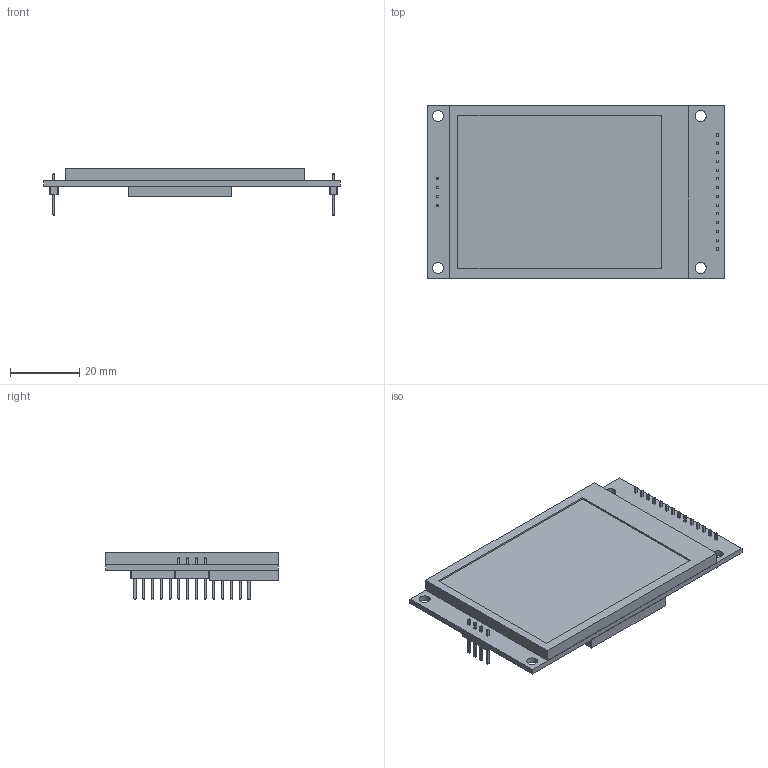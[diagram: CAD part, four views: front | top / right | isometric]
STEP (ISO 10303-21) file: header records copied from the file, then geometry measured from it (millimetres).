
FILE_DESCRIPTION(('FreeCAD Model'),'2;1');
FILE_NAME('Open CASCADE Shape Model','2021-12-28T13:12:08',('Author'),( ''),'Open CASCADE STEP processor 7.5','FreeCAD','Unknown');
FILE_SCHEMA(('AUTOMOTIVE_DESIGN { 1 0 10303 214 1 1 1 1 }'));
Length unit declared in the file: millimetre
Products named in the file (64): TJCTM24028_SPI; Złącze; Cube; Chamfer; Pin1; zlacze14pin_fazowane; Cube001; Chamfer003; Pin002; Cube002; Chamfer005; Pin003; Cube003; Chamfer007; Pin004; Cube004; Chamfer009; Pin005; Cube005; Chamfer011; Pin006; Cube006; Chamfer013; Pin007; Cube007; Chamfer015; Pin008; Cube008; Chamfer017; Pin009; Cube009; Chamfer019; Pin010; Cube010; Chamfer021; Pin011; Cube011; Chamfer023; Pin012; Cube012 ...
Assembly tree (63 placements, depth 2):
  TJCTM24028_SPI
    Złącze
    Cube
    Chamfer
    Pin1
    zlacze14pin_fazowane
    Cube001
    Chamfer003
    Pin002
    Cube002
    Chamfer005
    Pin003
    Cube003
    Chamfer007
    Pin004
    Cube004
    Chamfer009
    Pin005
    Cube005
    Chamfer011
    Pin006
    Cube006
    Chamfer013
    Pin007
    Cube007
    Chamfer015
    Pin008
    Cube008
    Chamfer017
    Pin009
    Cube009
    Chamfer019
    Pin010
    Cube010
    Chamfer021
    Pin011
    Cube011
    Chamfer023
    Pin012
    Cube012
    Chamfer025
    Pin013
    Cube013
    Chamfer027
    Pin014
    Sketch
    pcb
    Sketch001
    wyswietlacz
    złacze4pin
    zlacze4pin_fazowane
    Cube014
    Chamfer030
    Pin015
    Cube015
    Chamfer032
    Pin016
    Cube016
    Chamfer034
    Pin017
Bounding box: 86 x 50 x 13.5 mm (x, y, z)
Volume: 20232 mm3; surface area: 20938.8 mm2
Topology: 61 solids, 61 shells, 599 faces, 1220 edges, 748 vertices
Faces by surface type: plane 595, cylinder 4
Full cylindrical faces by diameter (mm): 3.2 x4
Entity records: 32534 total; most frequent: CARTESIAN_POINT 5059, DIRECTION 4982, LINE 3624, VECTOR 3624, ORIENTED_EDGE 2424, PCURVE 2424, DEFINITIONAL_REPRESENTATION 2424, EDGE_CURVE 1212
